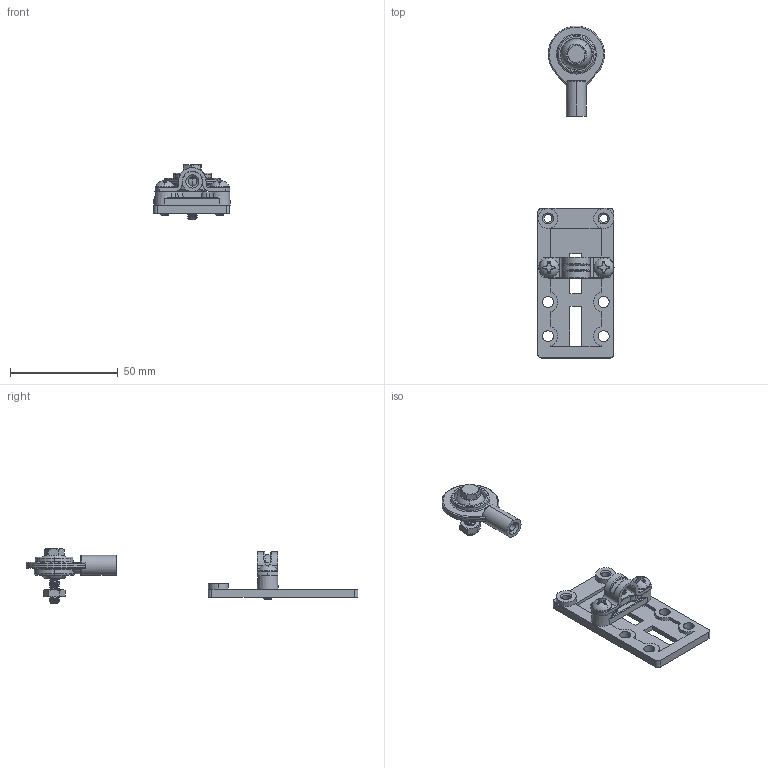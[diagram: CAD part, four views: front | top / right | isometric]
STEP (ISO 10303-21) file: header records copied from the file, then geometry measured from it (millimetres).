
FILE_DESCRIPTION (( 'STEP AP214' ), '1' );
FILE_NAME ('2031-0901.STEP', '2024-04-05T16:21:10', ( '' ), ( '' ), 'SwSTEP 2.0', 'SolidWorks 2023', '' );
FILE_SCHEMA (( 'AUTOMOTIVE_DESIGN' ));
Length unit declared in the file: inch
Products named in the file (1): 2031-0901
Bounding box: 35.38 x 154.03 x 25.27 mm (x, y, z)
Surface area: 12397.2 mm2 (no closed solid volume)
Topology: 0 solids, 13 shells, 361 faces, 1045 edges, 687 vertices
Faces by surface type: plane 115, cylinder 96, cone 64, bspline 39, torus 37, sphere 10
Entity records: 19689 total; most frequent: CARTESIAN_POINT 10801, ORIENTED_EDGE 1892, DIRECTION 1797, EDGE_CURVE 1031, AXIS2_PLACEMENT_3D 725, VERTEX_POINT 681, CIRCLE 402, EDGE_LOOP 399
